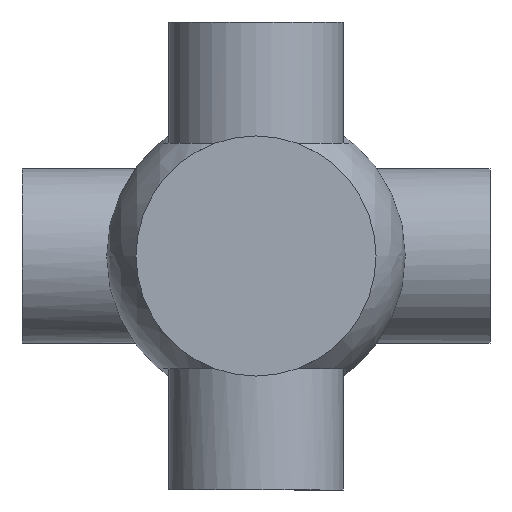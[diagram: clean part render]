
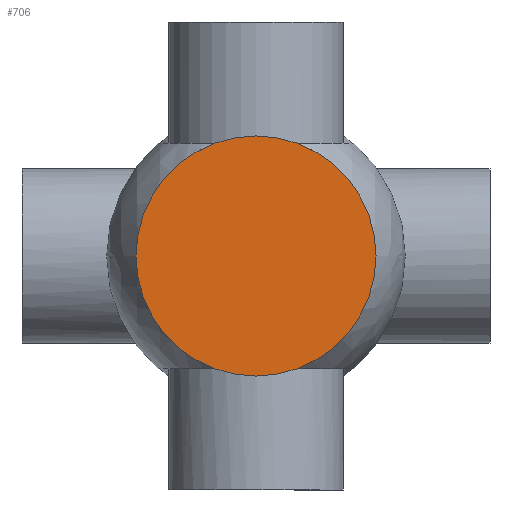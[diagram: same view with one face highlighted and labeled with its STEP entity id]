
A CAD part, front view. The second image highlights one B-rep face of the part: STEP entity #706.
In plain terms, the highlighted planar face has unit normal (0, -1, 0).
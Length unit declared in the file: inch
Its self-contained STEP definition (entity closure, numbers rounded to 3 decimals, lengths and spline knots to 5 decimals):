
#33=PLANE('',#832);
#133=FACE_OUTER_BOUND('',#178,.T.);
#178=EDGE_LOOP('',(#655,#656));
#256=CIRCLE('',#805,2.06);
#257=CIRCLE('',#806,2.06);
#326=VERTEX_POINT('',#2081);
#327=VERTEX_POINT('',#2083);
#418=EDGE_CURVE('',#326,#327,#256,.T.);
#419=EDGE_CURVE('',#327,#326,#257,.T.);
#655=ORIENTED_EDGE('',*,*,#419,.F.);
#656=ORIENTED_EDGE('',*,*,#418,.F.);
#706=ADVANCED_FACE('',(#133),#33,.T.);
#805=AXIS2_PLACEMENT_3D('',#2084,#999,#1000);
#806=AXIS2_PLACEMENT_3D('',#2085,#1001,#1002);
#832=AXIS2_PLACEMENT_3D('',#2564,#1065,#1066);
#999=DIRECTION('center_axis',(0.,1.,0.));
#1000=DIRECTION('ref_axis',(0.,0.,1.));
#1001=DIRECTION('center_axis',(0.,1.,0.));
#1002=DIRECTION('ref_axis',(0.,0.,1.));
#1065=DIRECTION('center_axis',(0.,-1.,0.));
#1066=DIRECTION('ref_axis',(0.,0.,-1.));
#2081=CARTESIAN_POINT('',(0.,0.,-2.06));
#2083=CARTESIAN_POINT('',(0.,0.,2.06));
#2084=CARTESIAN_POINT('Origin',(0.,0.,0.));
#2085=CARTESIAN_POINT('Origin',(0.,0.,0.));
#2564=CARTESIAN_POINT('Origin',(-2.06,0.,0.));
